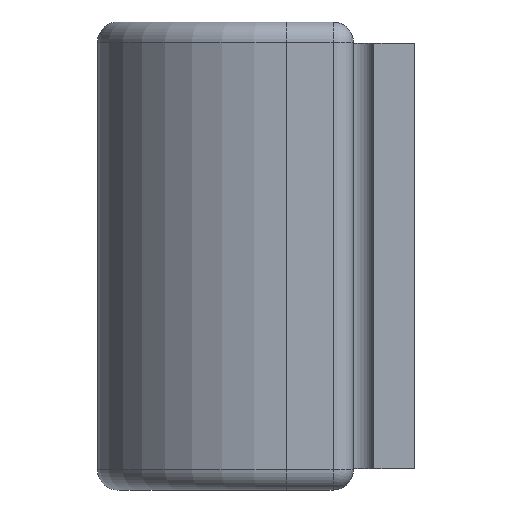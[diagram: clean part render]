
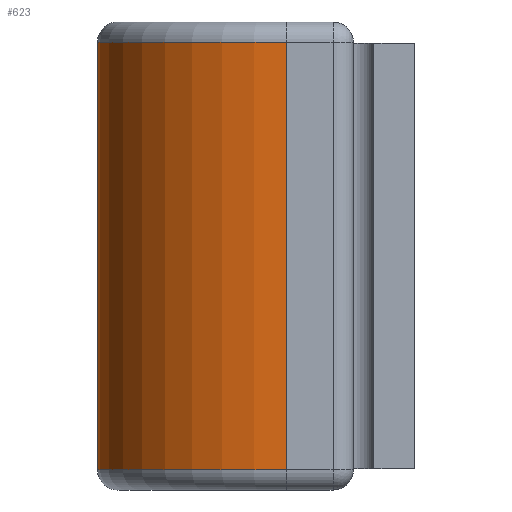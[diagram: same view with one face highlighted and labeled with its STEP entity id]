
A CAD part, left-side view. The second image highlights one B-rep face of the part: STEP entity #623.
In plain terms, the highlighted cylindrical face has radius 7.074 mm (diameter 14.148 mm), a partial arc.
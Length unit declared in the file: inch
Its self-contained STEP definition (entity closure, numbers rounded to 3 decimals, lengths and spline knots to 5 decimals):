
#9 = VERTEX_POINT ( 'NONE', #254 ) ;
#28 = CARTESIAN_POINT ( 'NONE',  ( 0.7515, 0.18775, -0.31375 ) ) ;
#43 = CARTESIAN_POINT ( 'NONE',  ( 0.7515, 0.18775, -0.31375 ) ) ;
#85 = DIRECTION ( 'NONE',  ( 0., 0., 1. ) ) ;
#86 = VERTEX_POINT ( 'NONE', #1280 ) ;
#95 = CARTESIAN_POINT ( 'NONE',  ( 1.3085, 0.18775, 0.31375 ) ) ;
#254 = CARTESIAN_POINT ( 'NONE',  ( 1.3085, 0.18775, -0.31375 ) ) ;
#257 = CARTESIAN_POINT ( 'NONE',  ( 1.03, 0.18775, 0.3125 ) ) ;
#418 = DIRECTION ( 'NONE',  ( 1., 0., 0. ) ) ;
#446 = EDGE_CURVE ( 'NONE', #9, #1195, #1344, .T. ) ;
#568 = DIRECTION ( 'NONE',  ( 0., 0., 1. ) ) ;
#571 = CIRCLE ( 'NONE', #1692, 0.2785 ) ;
#579 = VERTEX_POINT ( 'NONE', #28 ) ;
#582 = CARTESIAN_POINT ( 'NONE',  ( 1.03, 0.18775, 0.31375 ) ) ;
#623 = ADVANCED_FACE ( 'NONE', ( #1409 ), #932, .T. ) ;
#740 = DIRECTION ( 'NONE',  ( 1., 0., 0. ) ) ;
#863 = DIRECTION ( 'NONE',  ( 0., 0., 1. ) ) ;
#896 = CIRCLE ( 'NONE', #1230, 0.2785 ) ;
#932 = CYLINDRICAL_SURFACE ( 'NONE', #1828, 0.2785 ) ;
#981 = VECTOR ( 'NONE', #85, 39.37008 ) ;
#986 = ORIENTED_EDGE ( 'NONE', *, *, #1747, .F. ) ;
#999 = ORIENTED_EDGE ( 'NONE', *, *, #1135, .T. ) ;
#1122 = DIRECTION ( 'NONE',  ( 0., 0., 1. ) ) ;
#1135 = EDGE_CURVE ( 'NONE', #9, #579, #896, .T. ) ;
#1195 = VERTEX_POINT ( 'NONE', #95 ) ;
#1230 = AXIS2_PLACEMENT_3D ( 'NONE', #1775, #863, #1938 ) ;
#1280 = CARTESIAN_POINT ( 'NONE',  ( 0.7515, 0.18775, 0.31375 ) ) ;
#1314 = VECTOR ( 'NONE', #1122, 39.37008 ) ;
#1344 = LINE ( 'NONE', #1927, #981 ) ;
#1409 = FACE_OUTER_BOUND ( 'NONE', #1808, .T. ) ;
#1557 = ORIENTED_EDGE ( 'NONE', *, *, #446, .F. ) ;
#1642 = DIRECTION ( 'NONE',  ( 0., 0., 1. ) ) ;
#1692 = AXIS2_PLACEMENT_3D ( 'NONE', #582, #1642, #740 ) ;
#1710 = LINE ( 'NONE', #43, #1314 ) ;
#1747 = EDGE_CURVE ( 'NONE', #1195, #86, #571, .T. ) ;
#1775 = CARTESIAN_POINT ( 'NONE',  ( 1.03, 0.18775, -0.31375 ) ) ;
#1808 = EDGE_LOOP ( 'NONE', ( #1557, #999, #1870, #986 ) ) ;
#1828 = AXIS2_PLACEMENT_3D ( 'NONE', #257, #568, #418 ) ;
#1859 = EDGE_CURVE ( 'NONE', #579, #86, #1710, .T. ) ;
#1870 = ORIENTED_EDGE ( 'NONE', *, *, #1859, .T. ) ;
#1927 = CARTESIAN_POINT ( 'NONE',  ( 1.3085, 0.18775, -0.31375 ) ) ;
#1938 = DIRECTION ( 'NONE',  ( 1., 0., 0. ) ) ;
